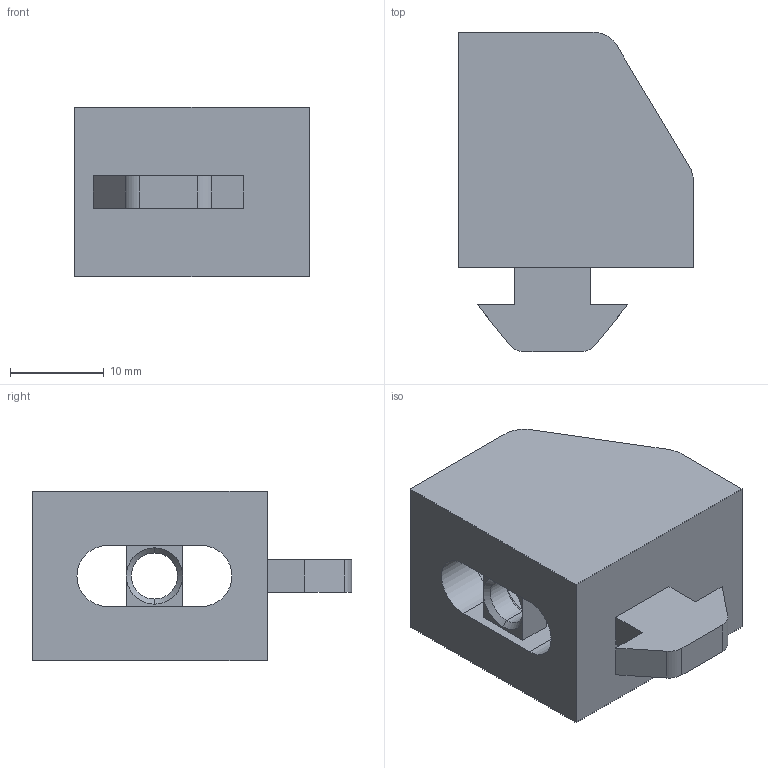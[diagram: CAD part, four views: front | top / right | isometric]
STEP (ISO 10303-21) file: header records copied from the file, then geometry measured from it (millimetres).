
FILE_DESCRIPTION (( 'STEP AP214' ), '1' );
FILE_NAME ('6.04.spub.STEP', '2025-06-14T19:24:37', ( '' ), ( '' ), 'SwSTEP 2.0', 'SolidWorks 2023', '' );
FILE_SCHEMA (( 'AUTOMOTIVE_DESIGN' ));
Length unit declared in the file: millimetre
Products named in the file (1): 6.04.spub
Bounding box: 25 x 34 x 18 mm (x, y, z)
Volume: 4441.9 mm3; surface area: 4031 mm2
Topology: 1 solids, 1 shells, 45 faces, 124 edges, 80 vertices
Faces by surface type: plane 29, cylinder 12, cone 4
Entity records: 1461 total; most frequent: CARTESIAN_POINT 250, DIRECTION 248, ORIENTED_EDGE 248, EDGE_CURVE 124, LINE 92, VECTOR 92, VERTEX_POINT 80, AXIS2_PLACEMENT_3D 78
